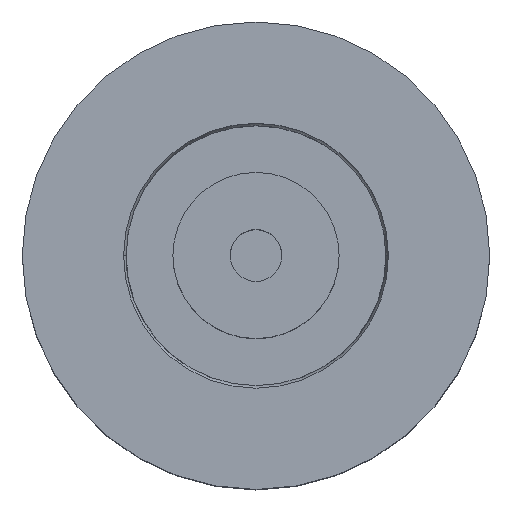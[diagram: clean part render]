
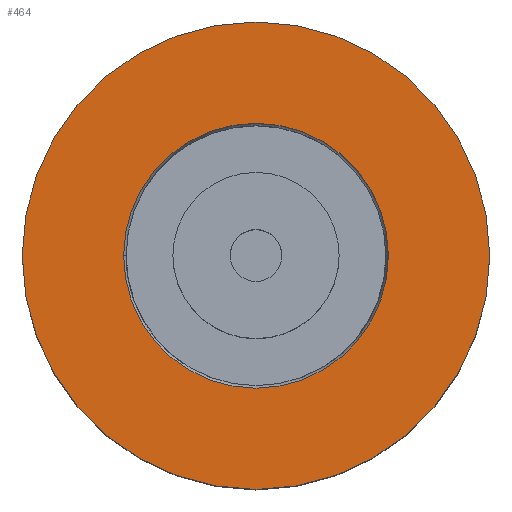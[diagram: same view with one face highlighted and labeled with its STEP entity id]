
A CAD part, top view. The second image highlights one B-rep face of the part: STEP entity #464.
In plain terms, the highlighted planar face has unit normal (0, 0, 1).
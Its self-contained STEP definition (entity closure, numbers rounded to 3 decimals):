
#162 = EDGE_LOOP ( 'NONE', ( #13795, #11666 ) ) ;
#464 = ADVANCED_FACE ( 'NONE', ( #8757, #13120 ), #1514, .F. ) ;
#540 = ORIENTED_EDGE ( 'NONE', *, *, #15961, .F. ) ;
#1514 = PLANE ( 'NONE',  #11652 ) ;
#1887 = CARTESIAN_POINT ( 'NONE',  ( 0., 0., 14.118 ) ) ;
#2041 = DIRECTION ( 'NONE',  ( 1., 0., 0. ) ) ;
#2448 = CARTESIAN_POINT ( 'NONE',  ( 0., 0., 14.118 ) ) ;
#2817 = EDGE_CURVE ( 'NONE', #10223, #13872, #16189, .T. ) ;
#3325 = DIRECTION ( 'NONE',  ( 1., 0., 0. ) ) ;
#4233 = AXIS2_PLACEMENT_3D ( 'NONE', #11143, #6977, #18696 ) ;
#4389 = DIRECTION ( 'NONE',  ( -1., 0., 0. ) ) ;
#4769 = DIRECTION ( 'NONE',  ( 0., 0., 1. ) ) ;
#5476 = CIRCLE ( 'NONE', #9384, 12.75 ) ;
#5735 = CIRCLE ( 'NONE', #6029, 22.5 ) ;
#6029 = AXIS2_PLACEMENT_3D ( 'NONE', #1887, #4769, #3325 ) ;
#6184 = VERTEX_POINT ( 'NONE', #11394 ) ;
#6264 = CARTESIAN_POINT ( 'NONE',  ( 0., 0., 14.118 ) ) ;
#6977 = DIRECTION ( 'NONE',  ( 0., 0., 1. ) ) ;
#7665 = EDGE_LOOP ( 'NONE', ( #14002, #540 ) ) ;
#8369 = DIRECTION ( 'NONE',  ( 0., 0., 1. ) ) ;
#8757 = FACE_BOUND ( 'NONE', #7665, .T. ) ;
#9384 = AXIS2_PLACEMENT_3D ( 'NONE', #2448, #8369, #13977 ) ;
#9395 = CARTESIAN_POINT ( 'NONE',  ( -22.5, 0., 14.118 ) ) ;
#9519 = CARTESIAN_POINT ( 'NONE',  ( 22.5, 0., 14.118 ) ) ;
#9685 = CIRCLE ( 'NONE', #4233, 12.75 ) ;
#10087 = CARTESIAN_POINT ( 'NONE',  ( 0., 22.5, 14.118 ) ) ;
#10223 = VERTEX_POINT ( 'NONE', #9395 ) ;
#11000 = AXIS2_PLACEMENT_3D ( 'NONE', #6264, #17804, #2041 ) ;
#11143 = CARTESIAN_POINT ( 'NONE',  ( 0., 0., 14.118 ) ) ;
#11394 = CARTESIAN_POINT ( 'NONE',  ( -12.75, 0., 14.118 ) ) ;
#11652 = AXIS2_PLACEMENT_3D ( 'NONE', #10087, #17458, #4389 ) ;
#11666 = ORIENTED_EDGE ( 'NONE', *, *, #2817, .T. ) ;
#12284 = VERTEX_POINT ( 'NONE', #14918 ) ;
#13120 = FACE_OUTER_BOUND ( 'NONE', #162, .T. ) ;
#13795 = ORIENTED_EDGE ( 'NONE', *, *, #14989, .T. ) ;
#13872 = VERTEX_POINT ( 'NONE', #9519 ) ;
#13977 = DIRECTION ( 'NONE',  ( 1., 0., 0. ) ) ;
#14002 = ORIENTED_EDGE ( 'NONE', *, *, #15558, .F. ) ;
#14918 = CARTESIAN_POINT ( 'NONE',  ( 12.75, 0., 14.118 ) ) ;
#14989 = EDGE_CURVE ( 'NONE', #13872, #10223, #5735, .T. ) ;
#15558 = EDGE_CURVE ( 'NONE', #12284, #6184, #9685, .T. ) ;
#15961 = EDGE_CURVE ( 'NONE', #6184, #12284, #5476, .T. ) ;
#16189 = CIRCLE ( 'NONE', #11000, 22.5 ) ;
#17458 = DIRECTION ( 'NONE',  ( 0., 0., -1. ) ) ;
#17804 = DIRECTION ( 'NONE',  ( 0., 0., 1. ) ) ;
#18696 = DIRECTION ( 'NONE',  ( 1., 0., 0. ) ) ;
